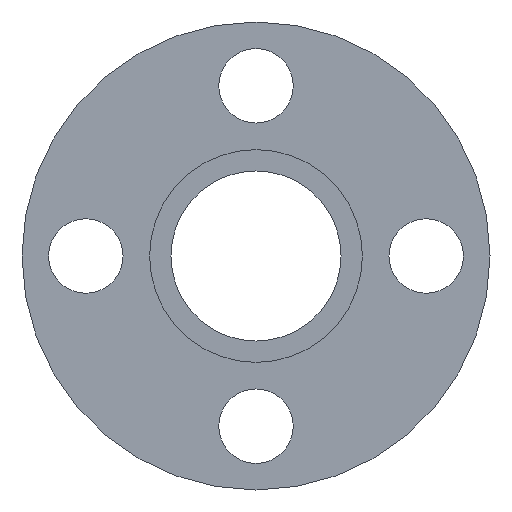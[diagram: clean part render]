
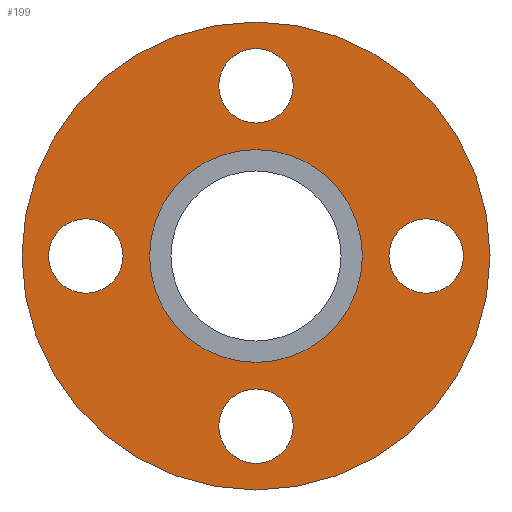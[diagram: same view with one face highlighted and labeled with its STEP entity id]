
A CAD part, front view. The second image highlights one B-rep face of the part: STEP entity #199.
In plain terms, the highlighted planar face has unit normal (0, -1, 0).
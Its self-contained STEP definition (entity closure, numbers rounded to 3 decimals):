
#15=FACE_BOUND('',#48,.T.);
#16=FACE_BOUND('',#49,.T.);
#17=FACE_BOUND('',#50,.T.);
#18=FACE_BOUND('',#51,.T.);
#19=FACE_BOUND('',#52,.T.);
#27=PLANE('',#233);
#35=FACE_OUTER_BOUND('',#47,.T.);
#47=EDGE_LOOP('',(#155));
#48=EDGE_LOOP('',(#156));
#49=EDGE_LOOP('',(#157));
#50=EDGE_LOOP('',(#158));
#51=EDGE_LOOP('',(#159));
#52=EDGE_LOOP('',(#160));
#83=CIRCLE('',#222,1.75);
#85=CIRCLE('',#225,1.75);
#87=CIRCLE('',#228,1.75);
#89=CIRCLE('',#231,1.75);
#91=CIRCLE('',#234,11.);
#92=CIRCLE('',#235,5.);
#99=VERTEX_POINT('',#317);
#101=VERTEX_POINT('',#323);
#103=VERTEX_POINT('',#329);
#105=VERTEX_POINT('',#335);
#107=VERTEX_POINT('',#341);
#108=VERTEX_POINT('',#343);
#115=EDGE_CURVE('',#99,#99,#83,.T.);
#118=EDGE_CURVE('',#101,#101,#85,.T.);
#121=EDGE_CURVE('',#103,#103,#87,.T.);
#124=EDGE_CURVE('',#105,#105,#89,.T.);
#127=EDGE_CURVE('',#107,#107,#91,.T.);
#128=EDGE_CURVE('',#108,#108,#92,.T.);
#155=ORIENTED_EDGE('',*,*,#127,.F.);
#156=ORIENTED_EDGE('',*,*,#115,.T.);
#157=ORIENTED_EDGE('',*,*,#118,.T.);
#158=ORIENTED_EDGE('',*,*,#121,.T.);
#159=ORIENTED_EDGE('',*,*,#124,.T.);
#160=ORIENTED_EDGE('',*,*,#128,.T.);
#199=ADVANCED_FACE('',(#35,#15,#16,#17,#18,#19),#27,.T.);
#222=AXIS2_PLACEMENT_3D('',#318,#253,#254);
#225=AXIS2_PLACEMENT_3D('',#324,#260,#261);
#228=AXIS2_PLACEMENT_3D('',#330,#267,#268);
#231=AXIS2_PLACEMENT_3D('',#336,#274,#275);
#233=AXIS2_PLACEMENT_3D('',#340,#279,#280);
#234=AXIS2_PLACEMENT_3D('',#342,#281,#282);
#235=AXIS2_PLACEMENT_3D('',#344,#283,#284);
#253=DIRECTION('center_axis',(0.,1.,0.));
#254=DIRECTION('ref_axis',(0.,0.,-1.));
#260=DIRECTION('center_axis',(0.,1.,0.));
#261=DIRECTION('ref_axis',(0.,0.,-1.));
#267=DIRECTION('center_axis',(0.,1.,0.));
#268=DIRECTION('ref_axis',(0.,0.,-1.));
#274=DIRECTION('center_axis',(0.,1.,0.));
#275=DIRECTION('ref_axis',(0.,0.,-1.));
#279=DIRECTION('center_axis',(0.,-1.,0.));
#280=DIRECTION('ref_axis',(0.,0.,-1.));
#281=DIRECTION('center_axis',(0.,1.,0.));
#282=DIRECTION('ref_axis',(1.,0.,0.));
#283=DIRECTION('center_axis',(0.,1.,0.));
#284=DIRECTION('ref_axis',(1.,0.,0.));
#317=CARTESIAN_POINT('',(0.,1.,-6.25));
#318=CARTESIAN_POINT('Origin',(0.,1.,-8.));
#323=CARTESIAN_POINT('',(0.,1.,9.75));
#324=CARTESIAN_POINT('Origin',(0.,1.,8.));
#329=CARTESIAN_POINT('',(8.,1.,1.75));
#330=CARTESIAN_POINT('Origin',(8.,1.,0.));
#335=CARTESIAN_POINT('',(-8.,1.,1.75));
#336=CARTESIAN_POINT('Origin',(-8.,1.,0.));
#340=CARTESIAN_POINT('Origin',(0.,1.,11.));
#341=CARTESIAN_POINT('',(0.,1.,-11.));
#342=CARTESIAN_POINT('Origin',(0.,1.,0.));
#343=CARTESIAN_POINT('',(0.,1.,-5.));
#344=CARTESIAN_POINT('Origin',(0.,1.,0.));
